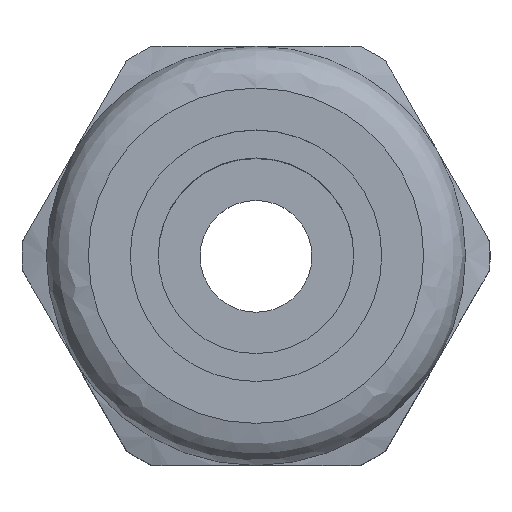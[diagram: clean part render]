
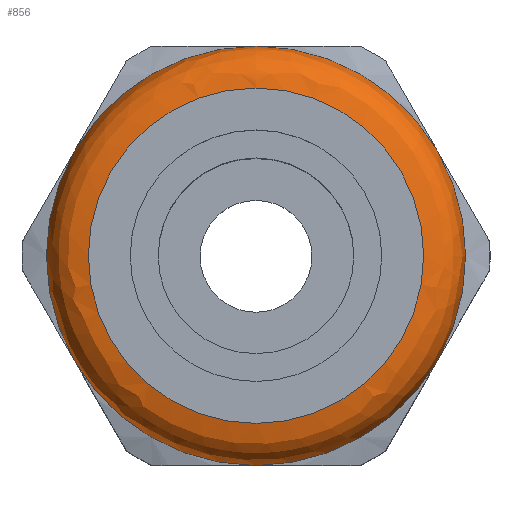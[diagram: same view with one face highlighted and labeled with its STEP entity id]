
A CAD part, top view. The second image highlights one B-rep face of the part: STEP entity #856.
In plain terms, the highlighted free-form (B-spline) face has degree [2, 2] with [7, 3] control points.
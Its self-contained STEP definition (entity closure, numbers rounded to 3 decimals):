
#692=(
BOUNDED_SURFACE()
B_SPLINE_SURFACE(2,2,((#4710,#4711,#4712),(#4713,#4714,#4715),(#4716,#4717,
#4718),(#4719,#4720,#4721),(#4722,#4723,#4724),(#4725,#4726,#4727),(#4728,
#4729,#4730)),.UNSPECIFIED.,.T.,.F.,.F.)
B_SPLINE_SURFACE_WITH_KNOTS((1,2,2,2,2,1),(3,3),(-0.333,0.,
0.333,0.667,1.,1.333),(0.,1.),
 .UNSPECIFIED.)
GEOMETRIC_REPRESENTATION_ITEM()
RATIONAL_B_SPLINE_SURFACE(((1.,0.707,1.),(0.5,0.354,
0.5),(1.,0.707,1.),(0.5,0.354,0.5),(1.,0.707,
1.),(0.5,0.354,0.5),(1.,0.707,1.)))
REPRESENTATION_ITEM('')
SURFACE()
);
#856=ADVANCED_FACE('',(#1191,#1192),#692,.T.);
#1138=CIRCLE('',#3338,15.);
#1143=CIRCLE('',#3344,12.);
#1191=FACE_BOUND('',#1263,.T.);
#1192=FACE_BOUND('',#1264,.T.);
#1263=EDGE_LOOP('',(#1610));
#1264=EDGE_LOOP('',(#1611));
#1610=ORIENTED_EDGE('',*,*,#2463,.F.);
#1611=ORIENTED_EDGE('',*,*,#2458,.F.);
#2202=VERTEX_POINT('',#4618);
#2203=VERTEX_POINT('',#4709);
#2458=EDGE_CURVE('',#2202,#2202,#1138,.T.);
#2463=EDGE_CURVE('',#2203,#2203,#1143,.T.);
#3338=AXIS2_PLACEMENT_3D('',#4617,#3645,#3646);
#3344=AXIS2_PLACEMENT_3D('',#4708,#3657,#3658);
#3645=DIRECTION('',(0.,0.,-1.));
#3646=DIRECTION('',(0.,1.,0.));
#3657=DIRECTION('',(0.,0.,1.));
#3658=DIRECTION('',(0.,1.,0.));
#4617=CARTESIAN_POINT('',(0.,0.,14.));
#4618=CARTESIAN_POINT('',(0.,15.,14.));
#4708=CARTESIAN_POINT('',(0.,0.,17.));
#4709=CARTESIAN_POINT('',(0.,12.,17.));
#4710=CARTESIAN_POINT('',(0.,15.,14.));
#4711=CARTESIAN_POINT('',(0.,15.,17.));
#4712=CARTESIAN_POINT('',(0.,12.,17.));
#4713=CARTESIAN_POINT('',(-25.981,15.,14.));
#4714=CARTESIAN_POINT('',(-25.981,15.,17.));
#4715=CARTESIAN_POINT('',(-20.785,12.,17.));
#4716=CARTESIAN_POINT('',(-12.99,-7.5,14.));
#4717=CARTESIAN_POINT('',(-12.99,-7.5,17.));
#4718=CARTESIAN_POINT('',(-10.392,-6.,17.));
#4719=CARTESIAN_POINT('',(0.,-30.,14.));
#4720=CARTESIAN_POINT('',(0.,-30.,17.));
#4721=CARTESIAN_POINT('',(0.,-24.,17.));
#4722=CARTESIAN_POINT('',(12.99,-7.5,14.));
#4723=CARTESIAN_POINT('',(12.99,-7.5,17.));
#4724=CARTESIAN_POINT('',(10.392,-6.,17.));
#4725=CARTESIAN_POINT('',(25.981,15.,14.));
#4726=CARTESIAN_POINT('',(25.981,15.,17.));
#4727=CARTESIAN_POINT('',(20.785,12.,17.));
#4728=CARTESIAN_POINT('',(0.,15.,14.));
#4729=CARTESIAN_POINT('',(0.,15.,17.));
#4730=CARTESIAN_POINT('',(0.,12.,17.));
